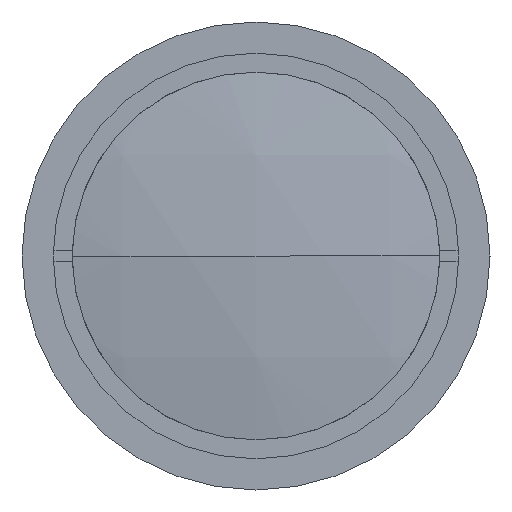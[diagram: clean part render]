
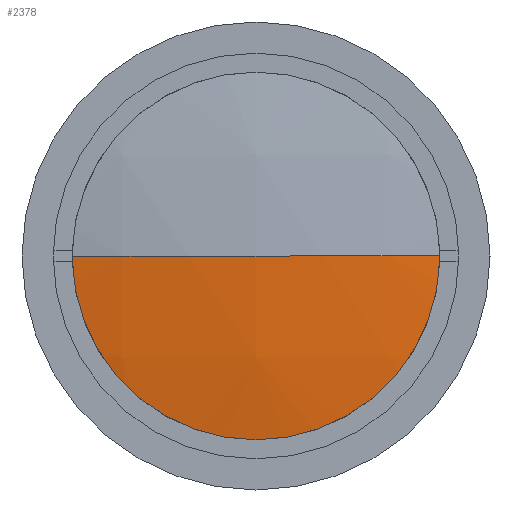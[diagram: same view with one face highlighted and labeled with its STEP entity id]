
A CAD part, left-side view. The second image highlights one B-rep face of the part: STEP entity #2378.
In plain terms, the highlighted spherical face has radius 100.18 mm.
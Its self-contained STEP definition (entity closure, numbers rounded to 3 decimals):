
#102 = AXIS2_PLACEMENT_3D ( 'NONE', #4157, #450, #2754 ) ;
#127 = EDGE_LOOP ( 'NONE', ( #4259, #4282, #1544 ) ) ;
#245 = VERTEX_POINT ( 'NONE', #4578 ) ;
#450 = DIRECTION ( 'NONE',  ( 0., 0., 1. ) ) ;
#643 = AXIS2_PLACEMENT_3D ( 'NONE', #4097, #715, #3353 ) ;
#714 = VERTEX_POINT ( 'NONE', #3188 ) ;
#715 = DIRECTION ( 'NONE',  ( 0., 0., -1. ) ) ;
#716 = AXIS2_PLACEMENT_3D ( 'NONE', #2553, #3327, #1485 ) ;
#958 = EDGE_CURVE ( 'NONE', #245, #2086, #1113, .T. ) ;
#1083 = FACE_OUTER_BOUND ( 'NONE', #127, .T. ) ;
#1106 = SPHERICAL_SURFACE ( 'NONE', #716, 100.18 ) ;
#1113 = CIRCLE ( 'NONE', #102, 100.18 ) ;
#1485 = DIRECTION ( 'NONE',  ( 0., 1., 0. ) ) ;
#1544 = ORIENTED_EDGE ( 'NONE', *, *, #958, .F. ) ;
#1896 = CARTESIAN_POINT ( 'NONE',  ( 4.912, 0., 0. ) ) ;
#2086 = VERTEX_POINT ( 'NONE', #3001 ) ;
#2184 = CIRCLE ( 'NONE', #2806, 18. ) ;
#2372 = EDGE_CURVE ( 'NONE', #245, #714, #2184, .T. ) ;
#2378 = ADVANCED_FACE ( 'NONE', ( #1083 ), #1106, .T. ) ;
#2417 = EDGE_CURVE ( 'NONE', #714, #2086, #3273, .T. ) ;
#2553 = CARTESIAN_POINT ( 'NONE',  ( 103.461, 0., 0. ) ) ;
#2754 = DIRECTION ( 'NONE',  ( 0., -1., 0. ) ) ;
#2806 = AXIS2_PLACEMENT_3D ( 'NONE', #1896, #3012, #4757 ) ;
#3001 = CARTESIAN_POINT ( 'NONE',  ( 3.281, 0., 0. ) ) ;
#3012 = DIRECTION ( 'NONE',  ( -1., 0., 0. ) ) ;
#3188 = CARTESIAN_POINT ( 'NONE',  ( 4.912, -18., 0. ) ) ;
#3273 = CIRCLE ( 'NONE', #643, 100.18 ) ;
#3327 = DIRECTION ( 'NONE',  ( 0., 0., -1. ) ) ;
#3353 = DIRECTION ( 'NONE',  ( 0., 1., 0. ) ) ;
#4097 = CARTESIAN_POINT ( 'NONE',  ( 103.461, 0., 0. ) ) ;
#4157 = CARTESIAN_POINT ( 'NONE',  ( 103.461, 0., 0. ) ) ;
#4259 = ORIENTED_EDGE ( 'NONE', *, *, #2372, .T. ) ;
#4282 = ORIENTED_EDGE ( 'NONE', *, *, #2417, .T. ) ;
#4578 = CARTESIAN_POINT ( 'NONE',  ( 4.912, 18., 0. ) ) ;
#4757 = DIRECTION ( 'NONE',  ( 0., 0., 1. ) ) ;
